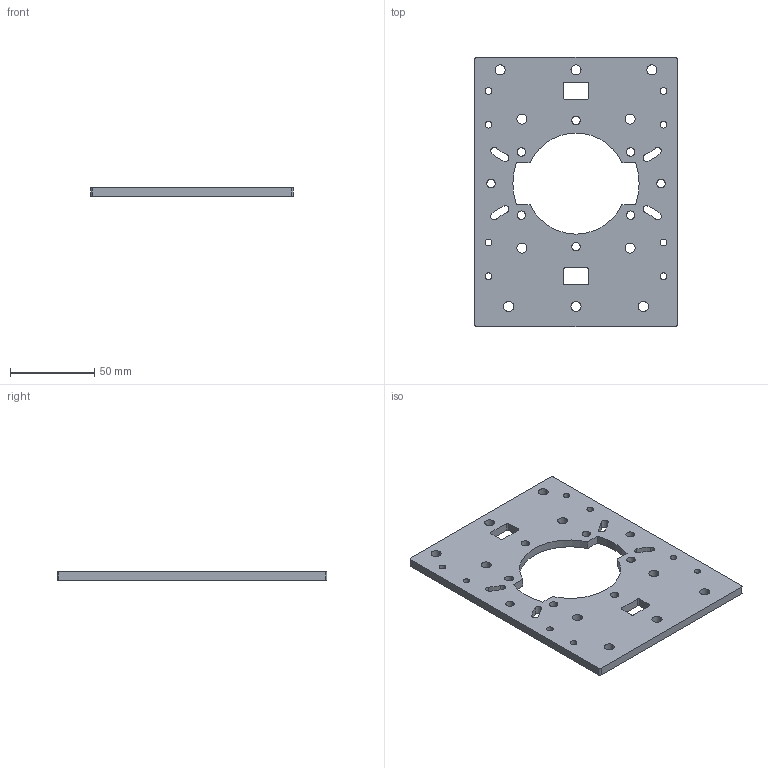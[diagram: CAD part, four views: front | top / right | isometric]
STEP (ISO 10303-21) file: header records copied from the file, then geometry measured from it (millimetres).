
FILE_DESCRIPTION((''),'2;1');
FILE_NAME('OBMP-TCU-P5-1171','2023-10-09T18:04:27',('ccha425'),('Department of Mechanical Engineering, The University of Auckland'),'CREO PARAMETRIC BY PTC INC, 2017260','CREO PARAMETRIC BY PTC INC, 2017260','');
FILE_SCHEMA(('CONFIG_CONTROL_DESIGN'));
Length unit declared in the file: millimetre
Products named in the file (1): OBMP-TCU-P5-1171
Bounding box: 120 x 160 x 5 mm (x, y, z)
Volume: 74807.1 mm3; surface area: 36949.8 mm2
Topology: 1 solids, 1 shells, 102 faces, 300 edges, 200 vertices
Faces by surface type: cylinder 84, plane 18
Entity records: 3662 total; most frequent: DIRECTION 672, CARTESIAN_POINT 602, ORIENTED_EDGE 600, EDGE_CURVE 300, AXIS2_PLACEMENT_3D 270, VERTEX_POINT 200, EDGE_LOOP 168, CIRCLE 168
